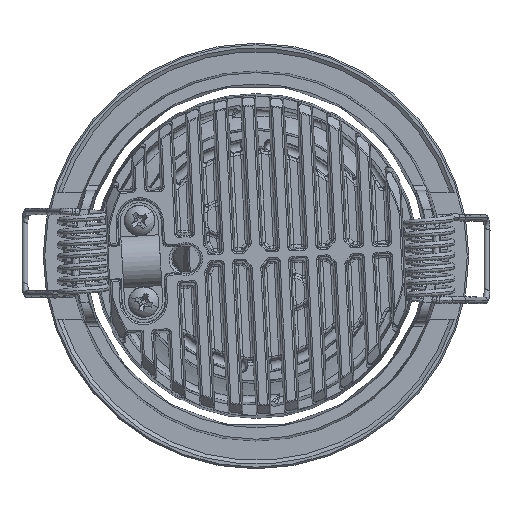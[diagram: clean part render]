
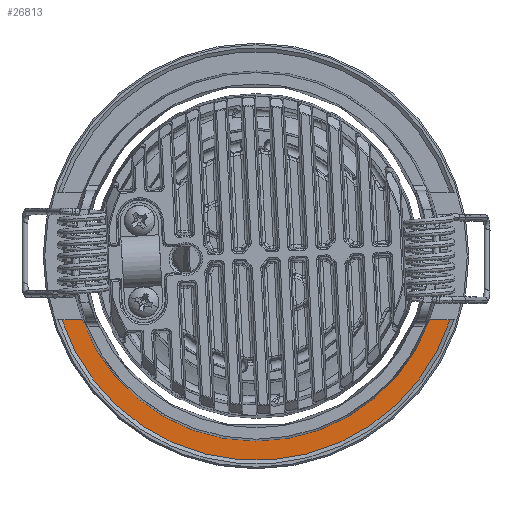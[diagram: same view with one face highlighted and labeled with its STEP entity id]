
A CAD part, top view. The second image highlights one B-rep face of the part: STEP entity #26813.
In plain terms, the highlighted face is planar.
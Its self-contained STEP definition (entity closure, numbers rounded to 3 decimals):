
#4411 = VECTOR ( 'NONE', #24243, 1000. ) ;
#5817 = CARTESIAN_POINT ( 'NONE',  ( 0., 0., -1.5 ) ) ;
#6233 = PLANE ( 'NONE',  #10224 ) ;
#9225 = CARTESIAN_POINT ( 'NONE',  ( 35.618, -11.729, -1.5 ) ) ;
#10224 = AXIS2_PLACEMENT_3D ( 'NONE', #63467, #56612, #45598 ) ;
#12088 = DIRECTION ( 'NONE',  ( -1., 0., 0. ) ) ;
#15065 = EDGE_CURVE ( 'NONE', #72195, #53145, #63773, .T. ) ;
#17316 = CARTESIAN_POINT ( 'NONE',  ( -31.868, -11.729, -1.5 ) ) ;
#18357 = DIRECTION ( 'NONE',  ( -1., 0., 0. ) ) ;
#20386 = ORIENTED_EDGE ( 'NONE', *, *, #15065, .F. ) ;
#21912 = EDGE_LOOP ( 'NONE', ( #65637, #77719, #20386, #61876 ) ) ;
#24243 = DIRECTION ( 'NONE',  ( -1., 0., 0. ) ) ;
#26813 = ADVANCED_FACE ( 'NONE', ( #54396 ), #6233, .F. ) ;
#28865 = CARTESIAN_POINT ( 'NONE',  ( 0., 0., -1.5 ) ) ;
#35358 = DIRECTION ( 'NONE',  ( 1., 0., 0. ) ) ;
#38226 = CIRCLE ( 'NONE', #39885, 33.958 ) ;
#39885 = AXIS2_PLACEMENT_3D ( 'NONE', #28865, #73247, #35358 ) ;
#41757 = EDGE_CURVE ( 'NONE', #53145, #59444, #38226, .T. ) ;
#43169 = CARTESIAN_POINT ( 'NONE',  ( -31.155, -11.729, -1.5 ) ) ;
#43529 = CARTESIAN_POINT ( 'NONE',  ( 31.155, -11.729, -1.5 ) ) ;
#43732 = CIRCLE ( 'NONE', #60834, 37.5 ) ;
#45598 = DIRECTION ( 'NONE',  ( 1., 0., 0. ) ) ;
#50296 = DIRECTION ( 'NONE',  ( 0., 0., -1. ) ) ;
#53145 = VERTEX_POINT ( 'NONE', #70050 ) ;
#54396 = FACE_OUTER_BOUND ( 'NONE', #21912, .T. ) ;
#54403 = CARTESIAN_POINT ( 'NONE',  ( -35.618, -11.729, -1.5 ) ) ;
#56612 = DIRECTION ( 'NONE',  ( 0., 0., 1. ) ) ;
#58649 = VERTEX_POINT ( 'NONE', #54403 ) ;
#59444 = VERTEX_POINT ( 'NONE', #17316 ) ;
#60834 = AXIS2_PLACEMENT_3D ( 'NONE', #5817, #50296, #12088 ) ;
#61876 = ORIENTED_EDGE ( 'NONE', *, *, #79461, .T. ) ;
#63467 = CARTESIAN_POINT ( 'NONE',  ( 37.5, 0., -1.5 ) ) ;
#63773 = LINE ( 'NONE', #43529, #78825 ) ;
#65637 = ORIENTED_EDGE ( 'NONE', *, *, #76059, .F. ) ;
#70050 = CARTESIAN_POINT ( 'NONE',  ( 31.868, -11.729, -1.5 ) ) ;
#72195 = VERTEX_POINT ( 'NONE', #9225 ) ;
#73247 = DIRECTION ( 'NONE',  ( 0., 0., -1. ) ) ;
#75981 = LINE ( 'NONE', #43169, #4411 ) ;
#76059 = EDGE_CURVE ( 'NONE', #59444, #58649, #75981, .T. ) ;
#77719 = ORIENTED_EDGE ( 'NONE', *, *, #41757, .F. ) ;
#78825 = VECTOR ( 'NONE', #18357, 1000. ) ;
#79461 = EDGE_CURVE ( 'NONE', #72195, #58649, #43732, .T. ) ;
